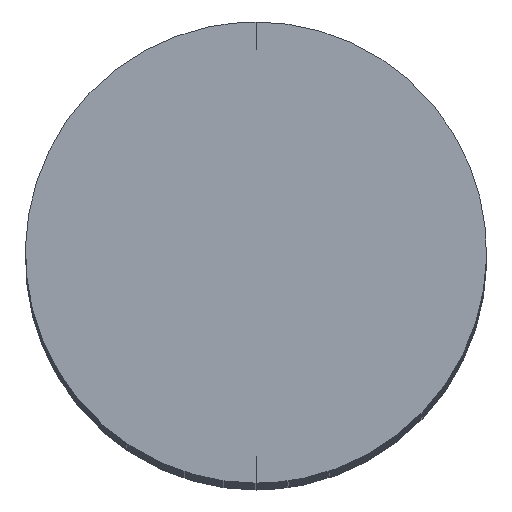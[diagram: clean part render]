
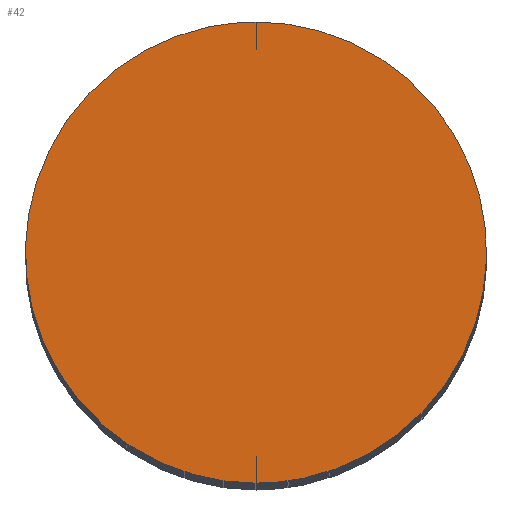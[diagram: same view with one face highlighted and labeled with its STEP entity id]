
A CAD part, top view. The second image highlights one B-rep face of the part: STEP entity #42.
In plain terms, the highlighted planar face has unit normal (0, 0, 1).
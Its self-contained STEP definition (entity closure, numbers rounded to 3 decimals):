
#42=ADVANCED_FACE('',(#112),#925,.T.);
#112=FACE_OUTER_BOUND('',#182,.T.);
#182=EDGE_LOOP('',(#304,#305));
#304=ORIENTED_EDGE('',*,*,#563,.F.);
#305=ORIENTED_EDGE('',*,*,#564,.F.);
#563=EDGE_CURVE('',#822,#823,#735,.T.);
#564=EDGE_CURVE('',#823,#822,#736,.T.);
#735=(
BOUNDED_CURVE()
B_SPLINE_CURVE(2,(#1871,#1872,#1873,#1874,#1875),.UNSPECIFIED.,.F.,.F.)
B_SPLINE_CURVE_WITH_KNOTS((3,2,3),(0.,8.639,17.279),
 .UNSPECIFIED.)
CURVE()
GEOMETRIC_REPRESENTATION_ITEM()
RATIONAL_B_SPLINE_CURVE((1.,0.707,1.,0.707,1.))
REPRESENTATION_ITEM('')
);
#736=(
BOUNDED_CURVE()
B_SPLINE_CURVE(2,(#1876,#1877,#1878,#1879,#1880),.UNSPECIFIED.,.F.,.F.)
B_SPLINE_CURVE_WITH_KNOTS((3,2,3),(0.,8.639,17.279),
 .UNSPECIFIED.)
CURVE()
GEOMETRIC_REPRESENTATION_ITEM()
RATIONAL_B_SPLINE_CURVE((1.,0.707,1.,0.707,1.))
REPRESENTATION_ITEM('')
);
#822=VERTEX_POINT('',#1674);
#823=VERTEX_POINT('',#1675);
#925=PLANE('',#947);
#947=AXIS2_PLACEMENT_3D('',#1127,#952,$);
#952=DIRECTION('',(0.,0.,1.));
#1127=CARTESIAN_POINT('',(481.212,-5.5,-53.482));
#1674=CARTESIAN_POINT('',(475.712,-5.5,-53.482));
#1675=CARTESIAN_POINT('',(475.712,5.5,-53.482));
#1871=CARTESIAN_POINT('',(475.712,-5.5,-53.482));
#1872=CARTESIAN_POINT('',(470.212,-5.5,-53.482));
#1873=CARTESIAN_POINT('',(470.212,0.,-53.482));
#1874=CARTESIAN_POINT('',(470.212,5.5,-53.482));
#1875=CARTESIAN_POINT('',(475.712,5.5,-53.482));
#1876=CARTESIAN_POINT('',(475.712,5.5,-53.482));
#1877=CARTESIAN_POINT('',(481.212,5.5,-53.482));
#1878=CARTESIAN_POINT('',(481.212,0.,-53.482));
#1879=CARTESIAN_POINT('',(481.212,-5.5,-53.482));
#1880=CARTESIAN_POINT('',(475.712,-5.5,-53.482));
